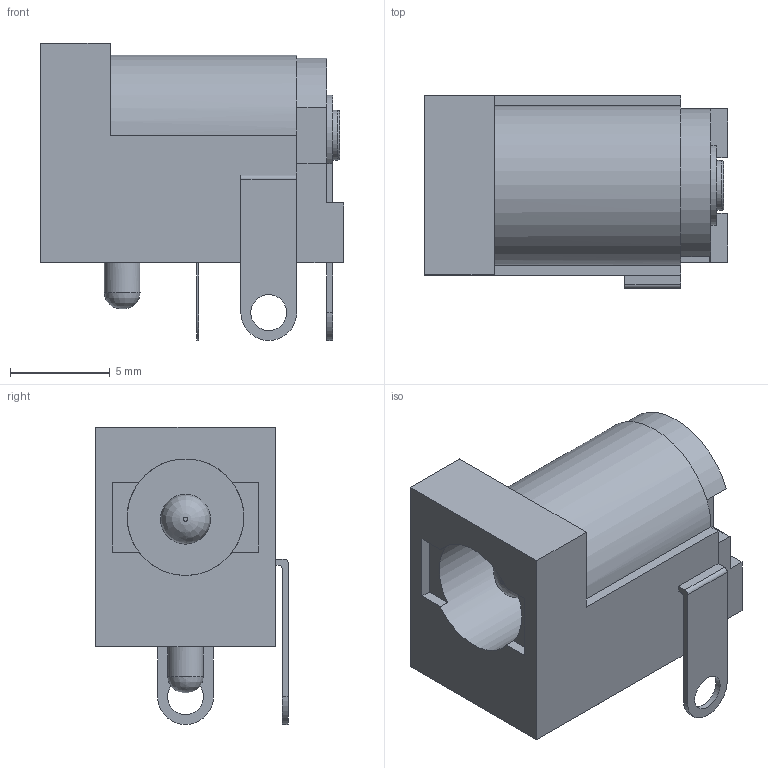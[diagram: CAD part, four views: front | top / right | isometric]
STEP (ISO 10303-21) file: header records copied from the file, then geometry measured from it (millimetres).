
FILE_DESCRIPTION(('FreeCAD Model'),'2;1');
FILE_NAME('Cliff_DC_Socket_2.5.step', '2019-08-18T01:33:47',('Author'),(''), 'Open CASCADE STEP processor 6.8','FreeCAD','Unknown');
FILE_SCHEMA(('AUTOMOTIVE_DESIGN_CC2 { 1 2 10303 214 -1 1 5 4 }'));
Length unit declared in the file: millimetre
Products named in the file (1): Cliff_DC_Socket_2.5
Bounding box: 15.2 x 9.65 x 14.9 mm (x, y, z)
Volume: 1019.8 mm3; surface area: 1094.4 mm2
Topology: 1 solids, 1 shells, 79 faces, 217 edges, 148 vertices
Faces by surface type: plane 53, cylinder 22, revolution 2, torus 2
Full cylindrical faces by diameter (mm): 1.8 x5, 2 x3, 2.2 x1, 2.5 x2, 5.85 x1
Entity records: 3146 total; most frequent: CARTESIAN_POINT 465, DIRECTION 451, ORIENTED_EDGE 434, EDGE_CURVE 217, AXIS2_PLACEMENT_3D 154, VERTEX_POINT 148, LINE 141, VECTOR 141
